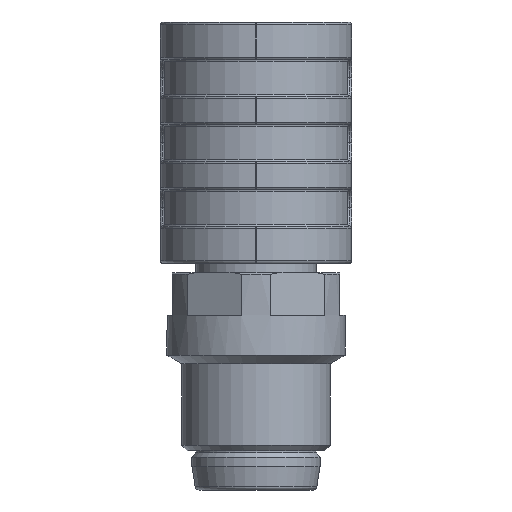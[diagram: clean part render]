
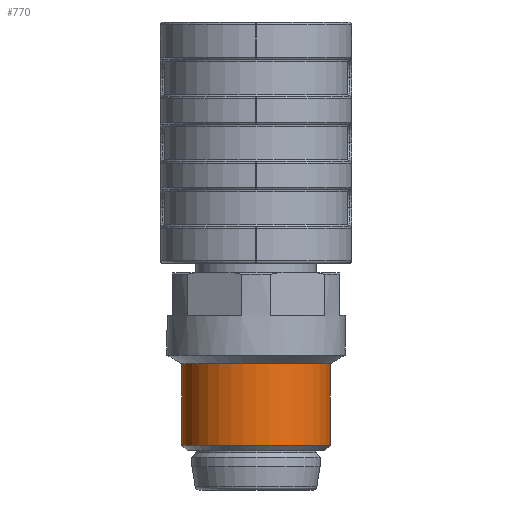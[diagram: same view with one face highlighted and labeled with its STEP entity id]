
A CAD part, left-side view. The second image highlights one B-rep face of the part: STEP entity #770.
In plain terms, the highlighted cylindrical face has radius 4 mm (diameter 8 mm), a full revolution.
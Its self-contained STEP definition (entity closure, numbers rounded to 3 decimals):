
#770=ADVANCED_FACE('',(#1106,#1107),#1017,.T.);
#1017=CYLINDRICAL_SURFACE('',#3651,4.);
#1106=FACE_BOUND('',#1205,.T.);
#1107=FACE_BOUND('',#1206,.T.);
#1205=EDGE_LOOP('',(#1505));
#1206=EDGE_LOOP('',(#1506));
#1505=ORIENTED_EDGE('',*,*,#2839,.F.);
#1506=ORIENTED_EDGE('',*,*,#2840,.T.);
#2521=VERTEX_POINT('',#5405);
#2522=VERTEX_POINT('',#5407);
#2839=EDGE_CURVE('',#2521,#2521,#3347,.T.);
#2840=EDGE_CURVE('',#2522,#2522,#3348,.T.);
#3347=CIRCLE('',#3649,4.);
#3348=CIRCLE('',#3650,4.);
#3649=AXIS2_PLACEMENT_3D('',#5404,#4179,#4180);
#3650=AXIS2_PLACEMENT_3D('',#5406,#4181,#4182);
#3651=AXIS2_PLACEMENT_3D('',#5408,#4183,#4184);
#4179=DIRECTION('',(0.,0.,1.));
#4180=DIRECTION('',(0.,-1.,0.));
#4181=DIRECTION('',(0.,0.,1.));
#4182=DIRECTION('',(0.,-1.,0.));
#4183=DIRECTION('',(0.,0.,1.));
#4184=DIRECTION('',(0.,-1.,0.));
#5404=CARTESIAN_POINT('',(55.149,56.774,9.34));
#5405=CARTESIAN_POINT('',(55.149,52.774,9.34));
#5406=CARTESIAN_POINT('',(55.149,56.774,4.94));
#5407=CARTESIAN_POINT('',(55.149,52.774,4.94));
#5408=CARTESIAN_POINT('',(55.149,56.774,15.54));
